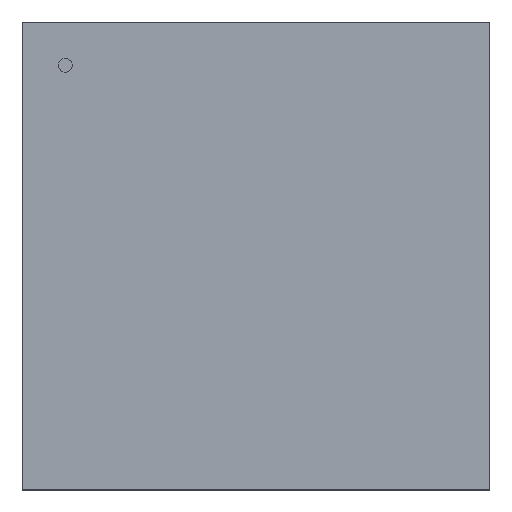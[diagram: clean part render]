
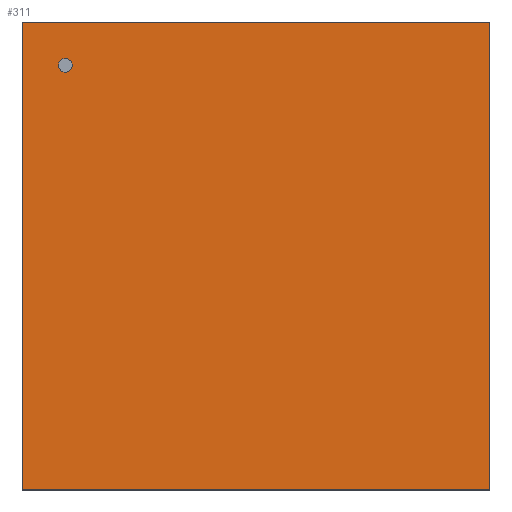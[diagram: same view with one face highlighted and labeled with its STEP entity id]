
A CAD part, top view. The second image highlights one B-rep face of the part: STEP entity #311.
In plain terms, the highlighted planar face has unit normal (0, 0, 1).
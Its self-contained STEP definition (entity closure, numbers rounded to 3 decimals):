
#24 = VERTEX_POINT('',#25);
#25 = CARTESIAN_POINT('',(-13.5,13.5,1.1));
#32 = PLANE('',#33);
#33 = AXIS2_PLACEMENT_3D('',#34,#35,#36);
#34 = CARTESIAN_POINT('',(-13.5,13.5,0.));
#35 = DIRECTION('',(0.,1.,0.));
#36 = DIRECTION('',(1.,0.,0.));
#44 = PLANE('',#45);
#45 = AXIS2_PLACEMENT_3D('',#46,#47,#48);
#46 = CARTESIAN_POINT('',(-13.5,-13.5,0.));
#47 = DIRECTION('',(-1.,0.,0.));
#48 = DIRECTION('',(0.,1.,0.));
#56 = EDGE_CURVE('',#24,#57,#59,.T.);
#57 = VERTEX_POINT('',#58);
#58 = CARTESIAN_POINT('',(13.5,13.5,1.1));
#59 = SURFACE_CURVE('',#60,(#64,#71),.PCURVE_S1.);
#60 = LINE('',#61,#62);
#61 = CARTESIAN_POINT('',(-13.5,13.5,1.1));
#62 = VECTOR('',#63,1.);
#63 = DIRECTION('',(1.,0.,0.));
#64 = PCURVE('',#32,#65);
#65 = DEFINITIONAL_REPRESENTATION('',(#66),#70);
#66 = LINE('',#67,#68);
#67 = CARTESIAN_POINT('',(0.,-1.1));
#68 = VECTOR('',#69,1.);
#69 = DIRECTION('',(1.,0.));
#70 = ( GEOMETRIC_REPRESENTATION_CONTEXT(2) 
PARAMETRIC_REPRESENTATION_CONTEXT() REPRESENTATION_CONTEXT('2D SPACE',''
  ) );
#71 = PCURVE('',#72,#77);
#72 = PLANE('',#73);
#73 = AXIS2_PLACEMENT_3D('',#74,#75,#76);
#74 = CARTESIAN_POINT('',(-13.5,13.5,1.1));
#75 = DIRECTION('',(0.,0.,1.));
#76 = DIRECTION('',(1.,0.,0.));
#77 = DEFINITIONAL_REPRESENTATION('',(#78),#82);
#78 = LINE('',#79,#80);
#79 = CARTESIAN_POINT('',(0.,0.));
#80 = VECTOR('',#81,1.);
#81 = DIRECTION('',(1.,0.));
#82 = ( GEOMETRIC_REPRESENTATION_CONTEXT(2) 
PARAMETRIC_REPRESENTATION_CONTEXT() REPRESENTATION_CONTEXT('2D SPACE',''
  ) );
#100 = PLANE('',#101);
#101 = AXIS2_PLACEMENT_3D('',#102,#103,#104);
#102 = CARTESIAN_POINT('',(13.5,13.5,0.));
#103 = DIRECTION('',(1.,0.,0.));
#104 = DIRECTION('',(0.,-1.,0.));
#144 = VERTEX_POINT('',#145);
#145 = CARTESIAN_POINT('',(-13.5,-13.5,1.1));
#159 = PLANE('',#160);
#160 = AXIS2_PLACEMENT_3D('',#161,#162,#163);
#161 = CARTESIAN_POINT('',(13.5,-13.5,0.));
#162 = DIRECTION('',(0.,-1.,0.));
#163 = DIRECTION('',(-1.,0.,0.));
#171 = EDGE_CURVE('',#144,#24,#172,.T.);
#172 = SURFACE_CURVE('',#173,(#177,#184),.PCURVE_S1.);
#173 = LINE('',#174,#175);
#174 = CARTESIAN_POINT('',(-13.5,-13.5,1.1));
#175 = VECTOR('',#176,1.);
#176 = DIRECTION('',(0.,1.,0.));
#177 = PCURVE('',#44,#178);
#178 = DEFINITIONAL_REPRESENTATION('',(#179),#183);
#179 = LINE('',#180,#181);
#180 = CARTESIAN_POINT('',(0.,-1.1));
#181 = VECTOR('',#182,1.);
#182 = DIRECTION('',(1.,0.));
#183 = ( GEOMETRIC_REPRESENTATION_CONTEXT(2) 
PARAMETRIC_REPRESENTATION_CONTEXT() REPRESENTATION_CONTEXT('2D SPACE',''
  ) );
#184 = PCURVE('',#72,#185);
#185 = DEFINITIONAL_REPRESENTATION('',(#186),#190);
#186 = LINE('',#187,#188);
#187 = CARTESIAN_POINT('',(0.,-27.));
#188 = VECTOR('',#189,1.);
#189 = DIRECTION('',(0.,1.));
#190 = ( GEOMETRIC_REPRESENTATION_CONTEXT(2) 
PARAMETRIC_REPRESENTATION_CONTEXT() REPRESENTATION_CONTEXT('2D SPACE',''
  ) );
#218 = EDGE_CURVE('',#57,#219,#221,.T.);
#219 = VERTEX_POINT('',#220);
#220 = CARTESIAN_POINT('',(13.5,-13.5,1.1));
#221 = SURFACE_CURVE('',#222,(#226,#233),.PCURVE_S1.);
#222 = LINE('',#223,#224);
#223 = CARTESIAN_POINT('',(13.5,13.5,1.1));
#224 = VECTOR('',#225,1.);
#225 = DIRECTION('',(0.,-1.,0.));
#226 = PCURVE('',#100,#227);
#227 = DEFINITIONAL_REPRESENTATION('',(#228),#232);
#228 = LINE('',#229,#230);
#229 = CARTESIAN_POINT('',(0.,-1.1));
#230 = VECTOR('',#231,1.);
#231 = DIRECTION('',(1.,0.));
#232 = ( GEOMETRIC_REPRESENTATION_CONTEXT(2) 
PARAMETRIC_REPRESENTATION_CONTEXT() REPRESENTATION_CONTEXT('2D SPACE',''
  ) );
#233 = PCURVE('',#72,#234);
#234 = DEFINITIONAL_REPRESENTATION('',(#235),#239);
#235 = LINE('',#236,#237);
#236 = CARTESIAN_POINT('',(27.,0.));
#237 = VECTOR('',#238,1.);
#238 = DIRECTION('',(0.,-1.));
#239 = ( GEOMETRIC_REPRESENTATION_CONTEXT(2) 
PARAMETRIC_REPRESENTATION_CONTEXT() REPRESENTATION_CONTEXT('2D SPACE',''
  ) );
#311 = ADVANCED_FACE('',(#312,#338),#72,.T.);
#312 = FACE_BOUND('',#313,.T.);
#313 = EDGE_LOOP('',(#314,#315,#316,#337));
#314 = ORIENTED_EDGE('',*,*,#56,.F.);
#315 = ORIENTED_EDGE('',*,*,#171,.F.);
#316 = ORIENTED_EDGE('',*,*,#317,.F.);
#317 = EDGE_CURVE('',#219,#144,#318,.T.);
#318 = SURFACE_CURVE('',#319,(#323,#330),.PCURVE_S1.);
#319 = LINE('',#320,#321);
#320 = CARTESIAN_POINT('',(13.5,-13.5,1.1));
#321 = VECTOR('',#322,1.);
#322 = DIRECTION('',(-1.,0.,0.));
#323 = PCURVE('',#72,#324);
#324 = DEFINITIONAL_REPRESENTATION('',(#325),#329);
#325 = LINE('',#326,#327);
#326 = CARTESIAN_POINT('',(27.,-27.));
#327 = VECTOR('',#328,1.);
#328 = DIRECTION('',(-1.,0.));
#329 = ( GEOMETRIC_REPRESENTATION_CONTEXT(2) 
PARAMETRIC_REPRESENTATION_CONTEXT() REPRESENTATION_CONTEXT('2D SPACE',''
  ) );
#330 = PCURVE('',#159,#331);
#331 = DEFINITIONAL_REPRESENTATION('',(#332),#336);
#332 = LINE('',#333,#334);
#333 = CARTESIAN_POINT('',(0.,-1.1));
#334 = VECTOR('',#335,1.);
#335 = DIRECTION('',(1.,0.));
#336 = ( GEOMETRIC_REPRESENTATION_CONTEXT(2) 
PARAMETRIC_REPRESENTATION_CONTEXT() REPRESENTATION_CONTEXT('2D SPACE',''
  ) );
#337 = ORIENTED_EDGE('',*,*,#218,.F.);
#338 = FACE_BOUND('',#339,.T.);
#339 = EDGE_LOOP('',(#340));
#340 = ORIENTED_EDGE('',*,*,#341,.F.);
#341 = EDGE_CURVE('',#342,#342,#344,.T.);
#342 = VERTEX_POINT('',#343);
#343 = CARTESIAN_POINT('',(-10.6,11.,1.1));
#344 = SURFACE_CURVE('',#345,(#350,#357),.PCURVE_S1.);
#345 = CIRCLE('',#346,0.4);
#346 = AXIS2_PLACEMENT_3D('',#347,#348,#349);
#347 = CARTESIAN_POINT('',(-11.,11.,1.1));
#348 = DIRECTION('',(0.,0.,1.));
#349 = DIRECTION('',(1.,0.,0.));
#350 = PCURVE('',#72,#351);
#351 = DEFINITIONAL_REPRESENTATION('',(#352),#356);
#352 = CIRCLE('',#353,0.4);
#353 = AXIS2_PLACEMENT_2D('',#354,#355);
#354 = CARTESIAN_POINT('',(2.5,-2.5));
#355 = DIRECTION('',(1.,0.));
#356 = ( GEOMETRIC_REPRESENTATION_CONTEXT(2) 
PARAMETRIC_REPRESENTATION_CONTEXT() REPRESENTATION_CONTEXT('2D SPACE',''
  ) );
#357 = PCURVE('',#358,#363);
#358 = CYLINDRICAL_SURFACE('',#359,0.4);
#359 = AXIS2_PLACEMENT_3D('',#360,#361,#362);
#360 = CARTESIAN_POINT('',(-11.,11.,1.1));
#361 = DIRECTION('',(0.,0.,1.));
#362 = DIRECTION('',(1.,0.,0.));
#363 = DEFINITIONAL_REPRESENTATION('',(#364),#368);
#364 = LINE('',#365,#366);
#365 = CARTESIAN_POINT('',(0.,0.));
#366 = VECTOR('',#367,1.);
#367 = DIRECTION('',(1.,0.));
#368 = ( GEOMETRIC_REPRESENTATION_CONTEXT(2) 
PARAMETRIC_REPRESENTATION_CONTEXT() REPRESENTATION_CONTEXT('2D SPACE',''
  ) );
